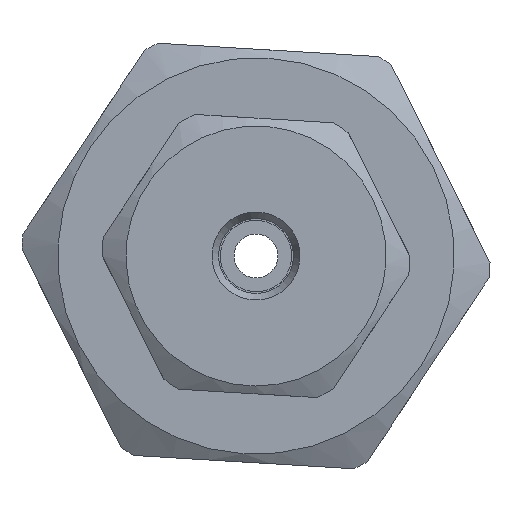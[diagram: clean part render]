
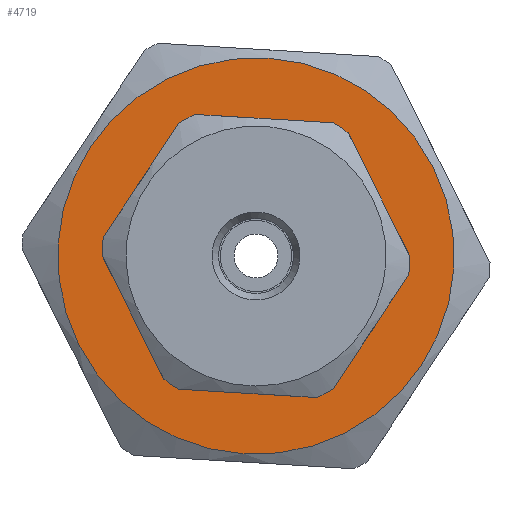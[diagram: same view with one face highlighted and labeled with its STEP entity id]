
A CAD part, left-side view. The second image highlights one B-rep face of the part: STEP entity #4719.
In plain terms, the highlighted planar face has unit normal (-1, 0, 0).
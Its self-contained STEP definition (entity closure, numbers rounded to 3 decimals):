
#4557=CARTESIAN_POINT('',(0.,-2.765,-0.168));
#4558=VERTEX_POINT('',#4557);
#4559=CARTESIAN_POINT('',(0.,0.,0.));
#4560=DIRECTION('',(1.0,0.,0.));
#4561=DIRECTION('',(0.,-0.998,-0.061));
#4562=AXIS2_PLACEMENT_3D('',#4559,#4560,#4561);
#4563=CIRCLE('',#4562,2.77);
#4564=EDGE_CURVE('',#4558,#4558,#4563,.T.);
#4574=CARTESIAN_POINT('',(0.,4.564,0.277));
#4575=VERTEX_POINT('',#4574);
#4576=CARTESIAN_POINT('',(0.,0.,0.));
#4577=DIRECTION('',(1.0,0.,0.));
#4578=DIRECTION('',(0.,0.998,0.061));
#4579=AXIS2_PLACEMENT_3D('',#4576,#4577,#4578);
#4580=CIRCLE('',#4579,4.572);
#4581=EDGE_CURVE('',#4575,#4575,#4580,.T.);
#4708=CARTESIAN_POINT('',(0.,2.282,0.138));
#4709=DIRECTION('',(-1.0,0.0,0.0));
#4710=DIRECTION('',(0.0,-0.061,0.998));
#4711=AXIS2_PLACEMENT_3D('',#4708,#4709,#4710);
#4712=PLANE('',#4711);
#4713=ORIENTED_EDGE('',*,*,#4581,.F.);
#4714=EDGE_LOOP('',(#4713));
#4715=FACE_OUTER_BOUND('',#4714,.T.);
#4716=ORIENTED_EDGE('',*,*,#4564,.T.);
#4717=EDGE_LOOP('',(#4716));
#4718=FACE_BOUND('',#4717,.T.);
#4719=ADVANCED_FACE('',(#4715,#4718),#4712,.T.);
